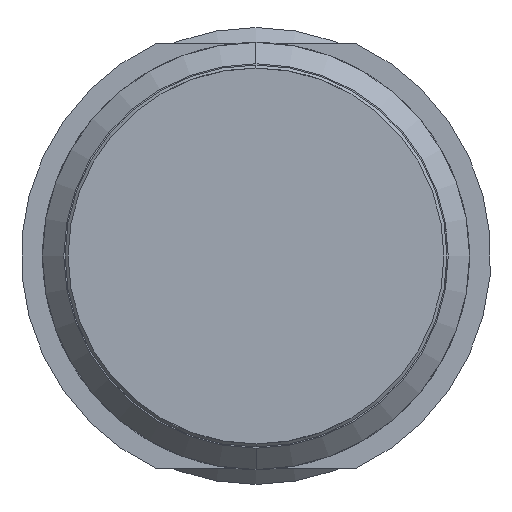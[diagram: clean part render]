
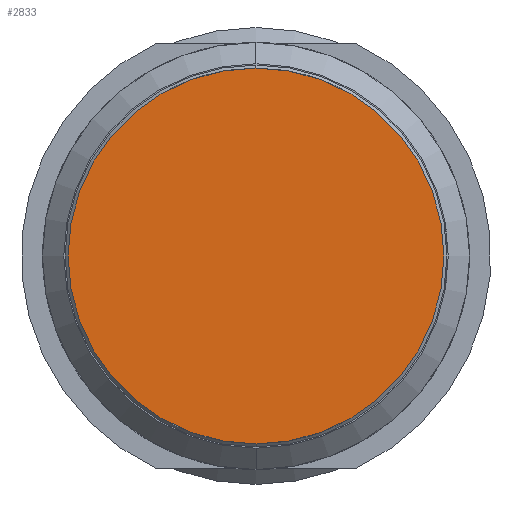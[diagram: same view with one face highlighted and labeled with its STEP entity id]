
A CAD part, front view. The second image highlights one B-rep face of the part: STEP entity #2833.
In plain terms, the highlighted planar face has unit normal (0, -1, 0).
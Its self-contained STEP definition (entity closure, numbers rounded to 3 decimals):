
#386 = EDGE_CURVE ( 'Defeature ausgef�hrt1_15+Defeature ausgef�hrt1_22+Defeature ausgef�hrt1_22+Defeature ausgef�hrt1_22', #2173, #680, #1265, .T. ) ;
#455 = EDGE_LOOP ( 'NONE', ( #3925, #1129 ) ) ;
#600 = DIRECTION ( 'NONE',  ( 1., 0., 0. ) ) ;
#601 = CARTESIAN_POINT ( 'NONE',  ( 0., 0., 0. ) ) ;
#680 = VERTEX_POINT ( 'NONE', #2936 ) ;
#849 = AXIS2_PLACEMENT_3D ( 'NONE', #2210, #1607, #2515 ) ;
#864 = AXIS2_PLACEMENT_3D ( 'NONE', #601, #917, #1200 ) ;
#917 = DIRECTION ( 'NONE',  ( 0., -1., 0. ) ) ;
#1041 = EDGE_CURVE ( 'Defeature ausgef�hrt1_15+Defeature ausgef�hrt1_22+Defeature ausgef�hrt1_22+Defeature ausgef�hrt1_22', #680, #2173, #3012, .T. ) ;
#1129 = ORIENTED_EDGE ( 'NONE', *, *, #1041, .T. ) ;
#1200 = DIRECTION ( 'NONE',  ( -1., 0., 0. ) ) ;
#1265 = CIRCLE ( 'NONE', #864, 2.2 ) ;
#1288 = CARTESIAN_POINT ( 'NONE',  ( -2.2, 0., 0. ) ) ;
#1494 = PLANE ( 'NONE',  #3325 ) ;
#1607 = DIRECTION ( 'NONE',  ( 0., -1., 0. ) ) ;
#1778 = FACE_OUTER_BOUND ( 'NONE', #455, .T. ) ;
#1830 = DIRECTION ( 'NONE',  ( 0., 1., 0. ) ) ;
#2173 = VERTEX_POINT ( 'NONE', #1288 ) ;
#2210 = CARTESIAN_POINT ( 'NONE',  ( 0., 0., 0. ) ) ;
#2442 = CARTESIAN_POINT ( 'NONE',  ( 0., 0., -1.9 ) ) ;
#2515 = DIRECTION ( 'NONE',  ( -1., 0., 0. ) ) ;
#2833 = ADVANCED_FACE ( 'Defeature ausgef�hrt1_15', ( #1778 ), #1494, .F. ) ;
#2936 = CARTESIAN_POINT ( 'NONE',  ( 2.2, 0., 0. ) ) ;
#3012 = CIRCLE ( 'NONE', #849, 2.2 ) ;
#3325 = AXIS2_PLACEMENT_3D ( 'NONE', #2442, #1830, #600 ) ;
#3925 = ORIENTED_EDGE ( 'NONE', *, *, #386, .T. ) ;
